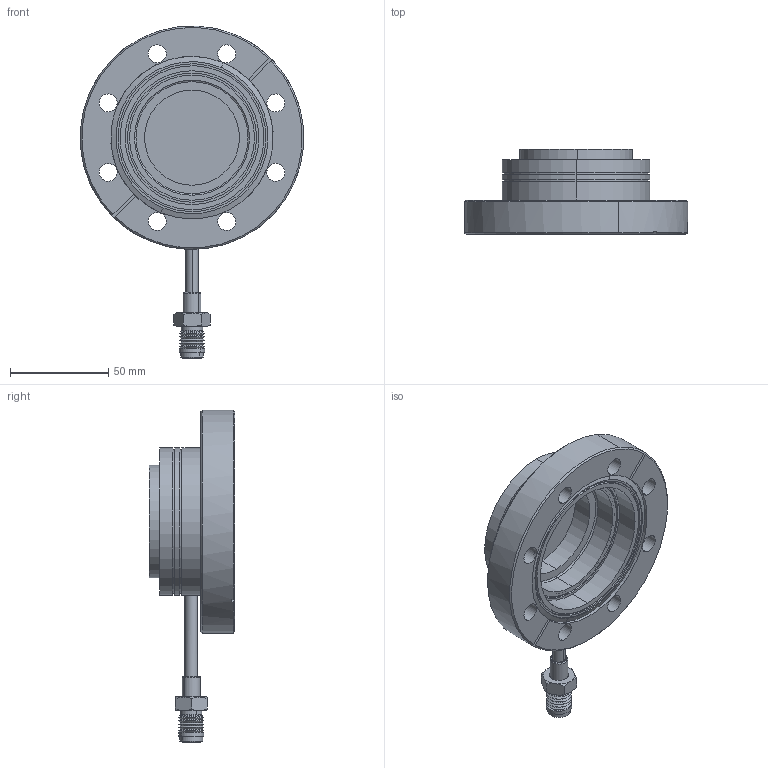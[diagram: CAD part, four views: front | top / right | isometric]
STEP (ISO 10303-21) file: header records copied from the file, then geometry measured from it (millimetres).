
FILE_DESCRIPTION (( 'STEP AP203' ), '1' );
FILE_NAME ('A4523-1-CF.STEP', '2012-10-29T13:19:58', ( '' ), ( '' ), 'SwSTEP 2.0', 'SolidWorks 2012', '' );
FILE_SCHEMA (( 'CONFIG_CONTROL_DESIGN' ));
Length unit declared in the file: inch
Products named in the file (1): A4523-1-CF
Bounding box: 113.43 x 43.21 x 168.6 mm (x, y, z)
Volume: 152583.2 mm3; surface area: 65656 mm2
Topology: 1 solids, 1 shells, 203 faces, 445 edges, 277 vertices
Faces by surface type: cylinder 91, cone 53, plane 51, torus 8
Entity records: 5937 total; most frequent: CARTESIAN_POINT 1187, DIRECTION 1080, ORIENTED_EDGE 890, AXIS2_PLACEMENT_3D 464, EDGE_CURVE 445, VERTEX_POINT 277, CIRCLE 260, EDGE_LOOP 254
